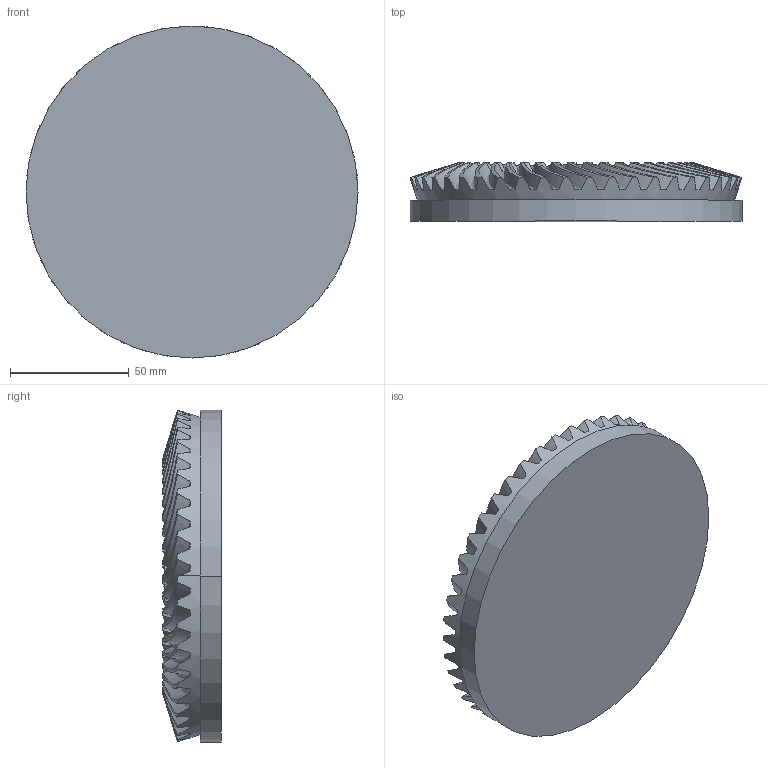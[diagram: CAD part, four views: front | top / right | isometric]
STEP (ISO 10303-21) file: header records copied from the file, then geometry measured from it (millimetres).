
FILE_DESCRIPTION((''),'2;1');
FILE_NAME('PIVOT_GEAR_MOTOR__ASM','2020-12-28T20:31:29',('TINH LE'),(''),'CREO PARAMETRIC BY PTC INC, 2020154','CREO PARAMETRIC BY PTC INC, 2020154','');
FILE_SCHEMA(('CONFIG_CONTROL_DESIGN'));
Products named in the file (3): PIVOT_FOUNDATION; LARGE_BEVEL_GEAR; PIVOT_GEAR_MOTOR__ASM
Assembly tree (2 placements, depth 2):
  PIVOT_GEAR_MOTOR__ASM
    PIVOT_FOUNDATION
    LARGE_BEVEL_GEAR
Bounding box: 140 x 24.73 x 140 mm (x, y, z)
Volume: 290068.2 mm3; surface area: 76914.4 mm2
Topology: 2 solids, 2 shells, 108 faces, 403 edges, 301 vertices
Faces by surface type: cone 49, bspline 45, cylinder 8, plane 6
Entity records: 33219 total; most frequent: CARTESIAN_POINT 30226, ORIENTED_EDGE 806, EDGE_CURVE 403, DIRECTION 368, VERTEX_POINT 301, B_SPLINE_CURVE_WITH_KNOTS 281, AXIS2_PLACEMENT_3D 178, EDGE_LOOP 112
